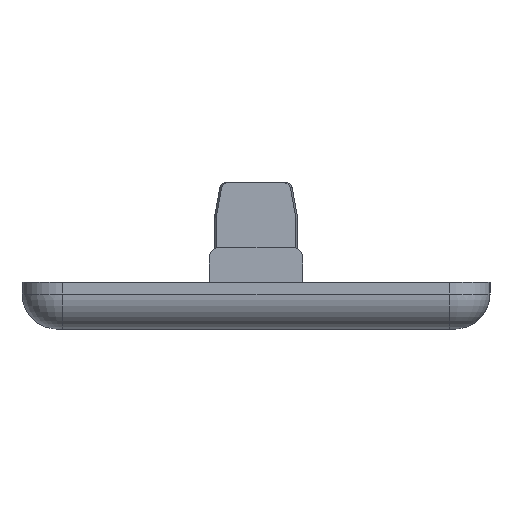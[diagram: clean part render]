
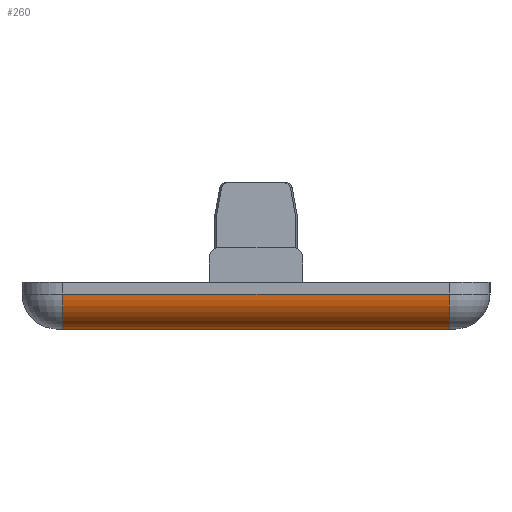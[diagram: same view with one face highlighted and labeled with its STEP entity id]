
A CAD part, left-side view. The second image highlights one B-rep face of the part: STEP entity #260.
In plain terms, the highlighted cylindrical face has radius 3 mm (diameter 6 mm), a partial arc.
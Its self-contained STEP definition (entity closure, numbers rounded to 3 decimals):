
#260=ADVANCED_FACE('NONE',(#564),#565,.T.);
#564=FACE_OUTER_BOUND('',#904,.T.);
#565=CYLINDRICAL_SURFACE('',#905,3.0);
#904=EDGE_LOOP('',(#1642,#1643,#1644,#1645));
#905=AXIS2_PLACEMENT_3D('',#1646,#1647,#1648);
#1642=ORIENTED_EDGE('',*,*,#2309,.T.);
#1643=ORIENTED_EDGE('',*,*,#2185,.F.);
#1644=ORIENTED_EDGE('',*,*,#2313,.F.);
#1645=ORIENTED_EDGE('',*,*,#2176,.F.);
#1646=CARTESIAN_POINT('',(-77.0,20.0,3.0));
#1647=DIRECTION('',(0.0,1.0,0.0));
#1648=DIRECTION('',(0.0,0.0,-1.0));
#2176=EDGE_CURVE('NONE',#2663,#2665,#2666,.T.);
#2185=EDGE_CURVE('NONE',#2678,#2680,#2681,.T.);
#2309=EDGE_CURVE('NONE',#2663,#2680,#2841,.T.);
#2313=EDGE_CURVE('NONE',#2665,#2678,#2845,.T.);
#2663=VERTEX_POINT('NONE',#3333);
#2665=VERTEX_POINT('NONE',#3336);
#2666=LINE('',#3337,#3338);
#2678=VERTEX_POINT('NONE',#3355);
#2680=VERTEX_POINT('NONE',#3357);
#2681=LINE('',#3358,#3359);
#2841=CIRCLE('',#3631,3.0);
#2845=CIRCLE('',#3635,3.0);
#3333=CARTESIAN_POINT('',(-80.0,16.5,3.0));
#3336=CARTESIAN_POINT('',(-80.0,-16.5,3.0));
#3337=CARTESIAN_POINT('',(-80.0,20.0,3.0));
#3338=VECTOR('',#4161,1000.0);
#3355=CARTESIAN_POINT('',(-77.0,-16.5,0.0));
#3357=CARTESIAN_POINT('',(-77.0,16.5,0.0));
#3358=CARTESIAN_POINT('',(-77.0,20.0,0.0));
#3359=VECTOR('',#4170,1000.0);
#3631=AXIS2_PLACEMENT_3D('',#4287,#4288,#4289);
#3635=AXIS2_PLACEMENT_3D('',#4293,#4294,#4295);
#4161=DIRECTION('',(0.0,-1.0,0.0));
#4170=DIRECTION('',(-0.0,1.0,-0.0));
#4287=CARTESIAN_POINT('',(-77.0,16.5,3.0));
#4288=DIRECTION('',(0.0,-1.0,0.0));
#4289=DIRECTION('',(0.0,0.0,-1.0));
#4293=CARTESIAN_POINT('',(-77.0,-16.5,3.0));
#4294=DIRECTION('',(0.0,-1.0,0.));
#4295=DIRECTION('',(0.0,0.,-1.0));
